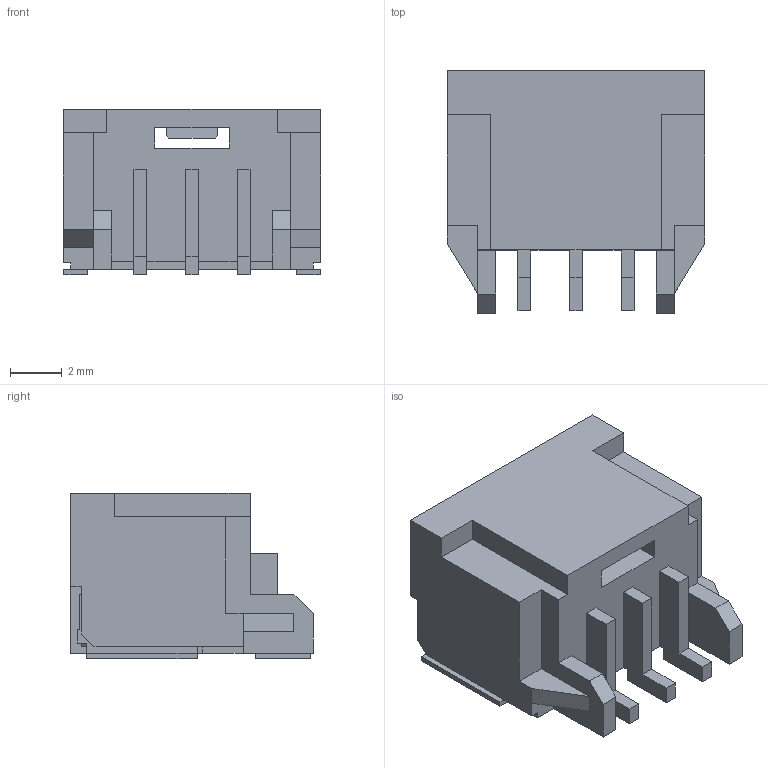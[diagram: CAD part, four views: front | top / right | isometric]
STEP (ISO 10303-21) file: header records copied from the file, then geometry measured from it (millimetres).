
FILE_DESCRIPTION((''),'2;1');
FILE_NAME('5023520300','2017-05-30T',('ksrinivasara'),(''),'PRO/ENGINEER BY PARAMETRIC TECHNOLOGY CORPORATION, 2012310','PRO/ENGINEER BY PARAMETRIC TECHNOLOGY CORPORATION, 2012310','');
FILE_SCHEMA(('CONFIG_CONTROL_DESIGN'));
Length unit declared in the file: millimetre
Products named in the file (1): 5023520300
Bounding box: 10 x 9.4 x 6.4 mm (x, y, z)
Volume: 234.8 mm3; surface area: 686.2 mm2
Topology: 1 solids, 1 shells, 300 faces, 895 edges, 588 vertices
Faces by surface type: plane 286, cylinder 14
Entity records: 9895 total; most frequent: CARTESIAN_POINT 1764, ORIENTED_EDGE 1750, DIRECTION 1525, EDGE_CURVE 875, VECTOR 867, LINE 867, VERTEX_POINT 568, AXIS2_PLACEMENT_3D 329
